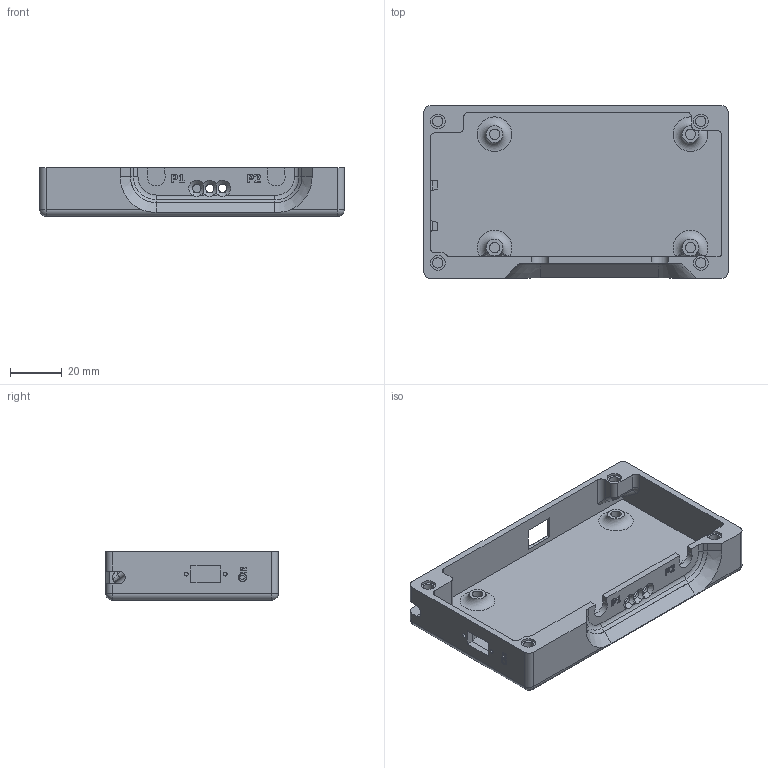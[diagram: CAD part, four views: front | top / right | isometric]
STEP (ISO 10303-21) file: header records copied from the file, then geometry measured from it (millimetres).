
FILE_DESCRIPTION(/* description */ ('','CAx-IF Rec.Pracs.---Representation and Presentation of Product Manufacturing Information (PMI)---4.0---2014-10-13'),/* implementation_level */ '2;1');
FILE_NAME(/* name */ 'NanoVNA2_4inch_TFT_Housing v3.step',/* time_stamp */ '2025-02-14T21:28:38+01:00',/* author */ (''),/* organization */ (''),/* preprocessor_version */ 'ST-DEVELOPER v20',/* originating_system */ 'Autodesk Translation Framework v13.20.0.188',/* authorisation */ '');
FILE_SCHEMA (('AP242_MANAGED_MODEL_BASED_3D_ENGINEERING_MIM_LF { 1 0 10303 442 1 1 4 }'));
Length unit declared in the file: millimetre
Products named in the file (1): Bottom_Part
Bounding box: 118.24 x 66.87 x 18.8 mm (x, y, z)
Volume: 42558 mm3; surface area: 28426.1 mm2
Topology: 1 solids, 2 shells, 270 faces, 692 edges, 443 vertices
Faces by surface type: plane 129, cylinder 61, bspline 59, torus 9, cone 7, sphere 5
Full cylindrical faces by diameter (mm): 1.5 x2, 3.25 x3, 4 x8, 5 x1, 5.7 x3
Entity records: 8980 total; most frequent: CARTESIAN_POINT 2637, ORIENTED_EDGE 1384, DIRECTION 1157, EDGE_CURVE 692, VERTEX_POINT 443, LINE 413, VECTOR 413, AXIS2_PLACEMENT_3D 372
